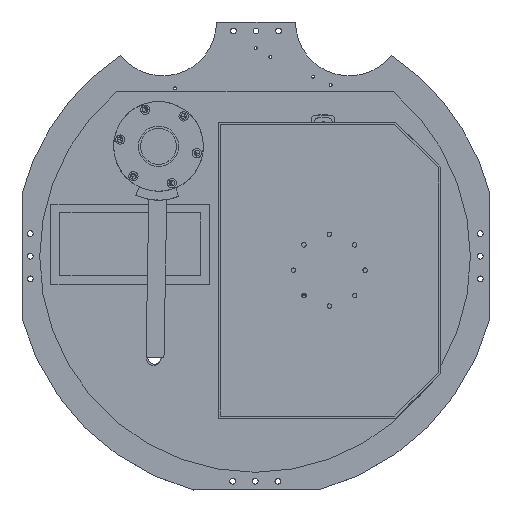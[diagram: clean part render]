
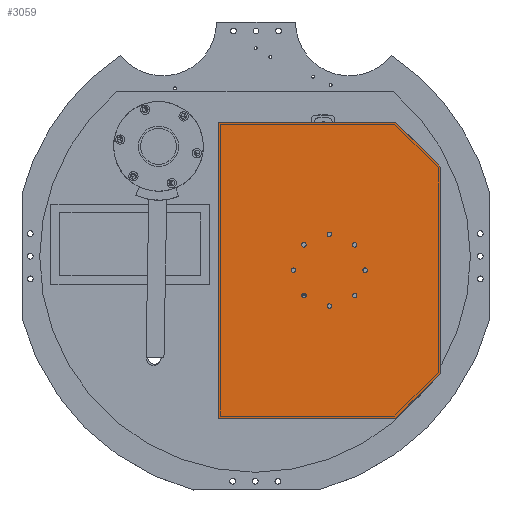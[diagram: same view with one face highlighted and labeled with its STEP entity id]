
A CAD part, top view. The second image highlights one B-rep face of the part: STEP entity #3059.
In plain terms, the highlighted face is planar.
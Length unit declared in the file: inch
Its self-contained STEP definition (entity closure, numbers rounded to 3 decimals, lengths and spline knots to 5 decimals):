
#1530=PLANE('',#16618);
#2232=FACE_BOUND('',#5314,.T.);
#2233=FACE_BOUND('',#5315,.T.);
#2234=FACE_BOUND('',#5316,.T.);
#2235=FACE_BOUND('',#5317,.T.);
#2236=FACE_BOUND('',#5318,.T.);
#2237=FACE_BOUND('',#5319,.T.);
#2238=FACE_BOUND('',#5320,.T.);
#2239=FACE_BOUND('',#5321,.T.);
#2240=FACE_BOUND('',#5322,.T.);
#3059=ADVANCED_FACE('',(#2232,#2233,#2234,#2235,#2236,#2237,#2238,#2239,
#2240),#1530,.F.);
#5314=EDGE_LOOP('',(#10616));
#5315=EDGE_LOOP('',(#10617));
#5316=EDGE_LOOP('',(#10618));
#5317=EDGE_LOOP('',(#10619));
#5318=EDGE_LOOP('',(#10620));
#5319=EDGE_LOOP('',(#10621));
#5320=EDGE_LOOP('',(#10622));
#5321=EDGE_LOOP('',(#10623));
#5322=EDGE_LOOP('',(#10624,#10625,#10626,#10627,#10628,#10629));
#6120=LINE('',#26170,#6947);
#6121=LINE('',#26173,#6948);
#6122=LINE('',#26175,#6949);
#6123=LINE('',#26177,#6950);
#6124=LINE('',#26179,#6951);
#6125=LINE('',#26181,#6952);
#6947=VECTOR('',#20835,1.);
#6948=VECTOR('',#20836,1.);
#6949=VECTOR('',#20837,1.);
#6950=VECTOR('',#20838,1.);
#6951=VECTOR('',#20839,1.);
#6952=VECTOR('',#20840,1.);
#10616=ORIENTED_EDGE('',*,*,#13921,.F.);
#10617=ORIENTED_EDGE('',*,*,#13922,.F.);
#10618=ORIENTED_EDGE('',*,*,#13923,.F.);
#10619=ORIENTED_EDGE('',*,*,#13924,.F.);
#10620=ORIENTED_EDGE('',*,*,#13925,.F.);
#10621=ORIENTED_EDGE('',*,*,#13926,.F.);
#10622=ORIENTED_EDGE('',*,*,#13927,.F.);
#10623=ORIENTED_EDGE('',*,*,#13928,.F.);
#10624=ORIENTED_EDGE('',*,*,#13929,.F.);
#10625=ORIENTED_EDGE('',*,*,#13930,.F.);
#10626=ORIENTED_EDGE('',*,*,#13931,.F.);
#10627=ORIENTED_EDGE('',*,*,#13932,.F.);
#10628=ORIENTED_EDGE('',*,*,#13933,.F.);
#10629=ORIENTED_EDGE('',*,*,#13934,.F.);
#12060=VERTEX_POINT('',#26155);
#12061=VERTEX_POINT('',#26157);
#12062=VERTEX_POINT('',#26159);
#12063=VERTEX_POINT('',#26161);
#12064=VERTEX_POINT('',#26163);
#12065=VERTEX_POINT('',#26165);
#12066=VERTEX_POINT('',#26167);
#12067=VERTEX_POINT('',#26169);
#12068=VERTEX_POINT('',#26171);
#12069=VERTEX_POINT('',#26172);
#12070=VERTEX_POINT('',#26174);
#12071=VERTEX_POINT('',#26176);
#12072=VERTEX_POINT('',#26178);
#12073=VERTEX_POINT('',#26180);
#13921=EDGE_CURVE('',#12060,#12060,#14913,.T.);
#13922=EDGE_CURVE('',#12061,#12061,#14914,.T.);
#13923=EDGE_CURVE('',#12062,#12062,#14915,.T.);
#13924=EDGE_CURVE('',#12063,#12063,#14916,.T.);
#13925=EDGE_CURVE('',#12064,#12064,#14917,.T.);
#13926=EDGE_CURVE('',#12065,#12065,#14918,.T.);
#13927=EDGE_CURVE('',#12066,#12066,#14919,.T.);
#13928=EDGE_CURVE('',#12067,#12067,#14920,.T.);
#13929=EDGE_CURVE('',#12068,#12069,#6120,.T.);
#13930=EDGE_CURVE('',#12070,#12068,#6121,.T.);
#13931=EDGE_CURVE('',#12071,#12070,#6122,.T.);
#13932=EDGE_CURVE('',#12072,#12071,#6123,.T.);
#13933=EDGE_CURVE('',#12073,#12072,#6124,.T.);
#13934=EDGE_CURVE('',#12069,#12073,#6125,.T.);
#14913=CIRCLE('',#16610,0.0625);
#14914=CIRCLE('',#16611,0.0625);
#14915=CIRCLE('',#16612,0.0625);
#14916=CIRCLE('',#16613,0.0625);
#14917=CIRCLE('',#16614,0.0625);
#14918=CIRCLE('',#16615,0.0625);
#14919=CIRCLE('',#16616,0.0625);
#14920=CIRCLE('',#16617,0.0625);
#16610=AXIS2_PLACEMENT_3D('',#26154,#20819,#20820);
#16611=AXIS2_PLACEMENT_3D('',#26156,#20821,#20822);
#16612=AXIS2_PLACEMENT_3D('',#26158,#20823,#20824);
#16613=AXIS2_PLACEMENT_3D('',#26160,#20825,#20826);
#16614=AXIS2_PLACEMENT_3D('',#26162,#20827,#20828);
#16615=AXIS2_PLACEMENT_3D('',#26164,#20829,#20830);
#16616=AXIS2_PLACEMENT_3D('',#26166,#20831,#20832);
#16617=AXIS2_PLACEMENT_3D('',#26168,#20833,#20834);
#16618=AXIS2_PLACEMENT_3D('',#26182,#20841,#20842);
#20819=DIRECTION('',(-1.,0.,0.));
#20820=DIRECTION('',(0.,0.707,-0.707));
#20821=DIRECTION('',(-1.,0.,0.));
#20822=DIRECTION('',(0.,0.707,-0.707));
#20823=DIRECTION('',(-1.,0.,0.));
#20824=DIRECTION('',(0.,0.707,-0.707));
#20825=DIRECTION('',(-1.,0.,0.));
#20826=DIRECTION('',(0.,0.707,-0.707));
#20827=DIRECTION('',(-1.,0.,0.));
#20828=DIRECTION('',(0.,0.707,-0.707));
#20829=DIRECTION('',(-1.,0.,0.));
#20830=DIRECTION('',(0.,0.707,-0.707));
#20831=DIRECTION('',(-1.,0.,0.));
#20832=DIRECTION('',(0.,0.707,-0.707));
#20833=DIRECTION('',(-1.,0.,0.));
#20834=DIRECTION('',(0.,0.707,-0.707));
#20835=DIRECTION('',(0.,0.707,-0.707));
#20836=DIRECTION('',(0.,0.,-1.));
#20837=DIRECTION('',(0.,-1.,0.));
#20838=DIRECTION('',(0.,0.,1.));
#20839=DIRECTION('',(0.,0.707,0.707));
#20840=DIRECTION('',(0.,1.,0.));
#20841=DIRECTION('',(1.,0.,0.));
#20842=DIRECTION('',(0.,0.,-1.));
#26154=CARTESIAN_POINT('',(0.,0.,1.));
#26155=CARTESIAN_POINT('',(0.,0.04419,0.95581));
#26156=CARTESIAN_POINT('',(0.,-0.70711,0.70711));
#26157=CARTESIAN_POINT('',(0.,-0.66291,0.66291));
#26158=CARTESIAN_POINT('',(0.,-1.,0.));
#26159=CARTESIAN_POINT('',(0.,-0.95581,-0.04419));
#26160=CARTESIAN_POINT('',(0.,-0.70711,-0.70711));
#26161=CARTESIAN_POINT('',(0.,-0.66291,-0.7513));
#26162=CARTESIAN_POINT('',(0.,0.,-1.));
#26163=CARTESIAN_POINT('',(0.,0.04419,-1.04419));
#26164=CARTESIAN_POINT('',(0.,0.70711,-0.70711));
#26165=CARTESIAN_POINT('',(0.,0.7513,-0.7513));
#26166=CARTESIAN_POINT('',(0.,1.,0.));
#26167=CARTESIAN_POINT('',(0.,1.04419,-0.04419));
#26168=CARTESIAN_POINT('',(0.,0.70711,0.70711));
#26169=CARTESIAN_POINT('',(0.,0.7513,0.66291));
#26170=CARTESIAN_POINT('',(0.,-4.125,-1.85));
#26171=CARTESIAN_POINT('',(0.,-4.125,-1.85));
#26172=CARTESIAN_POINT('',(0.,-2.875,-3.1));
#26173=CARTESIAN_POINT('',(0.,-4.125,3.1));
#26174=CARTESIAN_POINT('',(0.,-4.125,3.1));
#26175=CARTESIAN_POINT('',(0.,4.125,3.1));
#26176=CARTESIAN_POINT('',(0.,4.125,3.1));
#26177=CARTESIAN_POINT('',(0.,4.125,-3.1));
#26178=CARTESIAN_POINT('',(0.,4.125,-1.85));
#26179=CARTESIAN_POINT('',(0.,2.875,-3.1));
#26180=CARTESIAN_POINT('',(0.,2.875,-3.1));
#26181=CARTESIAN_POINT('',(0.,-4.125,-3.1));
#26182=CARTESIAN_POINT('',(0.,0.,0.));
